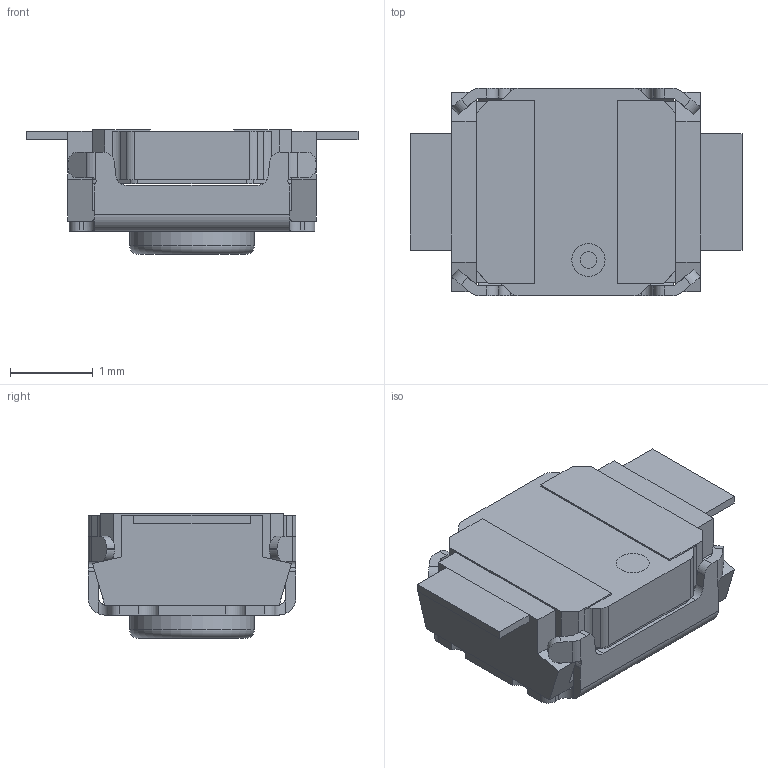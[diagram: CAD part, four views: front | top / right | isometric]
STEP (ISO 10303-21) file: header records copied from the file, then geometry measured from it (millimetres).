
FILE_DESCRIPTION(/* description */ (''),/* implementation_level */ '2;1');
FILE_NAME(/* name */ 'TL1017AABFxxxQG.stp',/* time_stamp */ '2023-05-03T09:22:36-05:00',/* author */ ('mwilliams'),/* organization */ (''),/* preprocessor_version */ 'ST-DEVELOPER v18',/* originating_system */ 'Autodesk Inventor 2020',/* authorisation */ '');
FILE_SCHEMA (('AUTOMOTIVE_DESIGN { 1 0 10303 214 3 1 1 }'));
Length unit declared in the file: inch
Products named in the file (1): 100123450_Shrinkwrap_1
Bounding box: 4 x 2.5 x 1.5 mm (x, y, z)
Volume: 6.9 mm3; surface area: 51.1 mm2
Topology: 2 solids, 2 shells, 214 faces, 636 edges, 422 vertices
Faces by surface type: plane 140, cylinder 70, cone 2, torus 2
Full cylindrical faces by diameter (mm): 1.5 x1, 1.55 x1
Entity records: 7286 total; most frequent: CARTESIAN_POINT 1329, ORIENTED_EDGE 1272, DIRECTION 1226, EDGE_CURVE 636, LINE 460, VECTOR 460, VERTEX_POINT 422, AXIS2_PLACEMENT_3D 383
